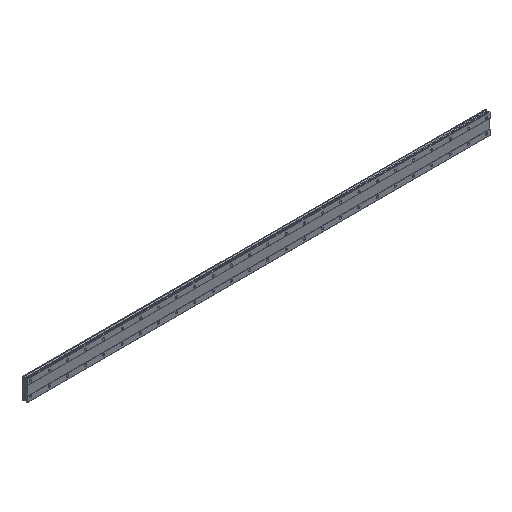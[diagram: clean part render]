
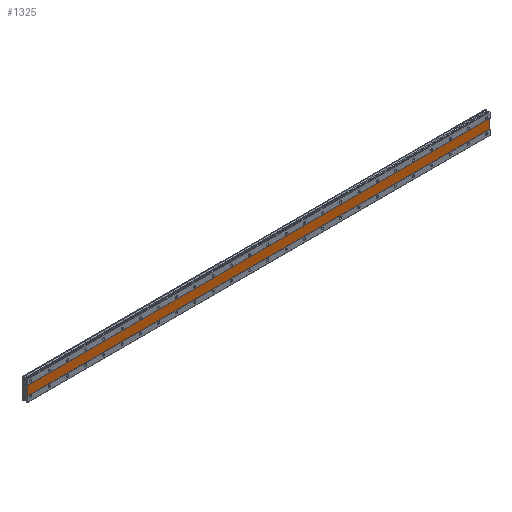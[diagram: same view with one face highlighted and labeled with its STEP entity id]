
A CAD part, isometric view. The second image highlights one B-rep face of the part: STEP entity #1325.
In plain terms, the highlighted planar face has unit normal (0, -1, 0).
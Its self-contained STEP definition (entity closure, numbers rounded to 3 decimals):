
#35 = CARTESIAN_POINT ( 'NONE',  ( -15., 1., 20. ) ) ;
#208 = VERTEX_POINT ( 'NONE', #4564 ) ;
#229 = CARTESIAN_POINT ( 'NONE',  ( 2015., 1., 20. ) ) ;
#294 = VECTOR ( 'NONE', #4343, 1000. ) ;
#939 = VECTOR ( 'NONE', #7745, 1000. ) ;
#950 = CARTESIAN_POINT ( 'NONE',  ( 2015., 1., 20. ) ) ;
#1325 = ADVANCED_FACE ( 'NONE', ( #1693 ), #6003, .F. ) ;
#1693 = FACE_OUTER_BOUND ( 'NONE', #5247, .T. ) ;
#2053 = EDGE_CURVE ( 'NONE', #208, #5573, #8345, .T. ) ;
#2092 = VECTOR ( 'NONE', #3473, 1000. ) ;
#2536 = EDGE_CURVE ( 'NONE', #2909, #208, #5193, .T. ) ;
#2647 = CARTESIAN_POINT ( 'NONE',  ( 2015., 1., 20. ) ) ;
#2872 = VECTOR ( 'NONE', #7235, 1000. ) ;
#2909 = VERTEX_POINT ( 'NONE', #2647 ) ;
#3087 = LINE ( 'NONE', #950, #2872 ) ;
#3473 = DIRECTION ( 'NONE',  ( -1., 0., 0. ) ) ;
#3759 = DIRECTION ( 'NONE',  ( 0., 0., 1. ) ) ;
#4156 = CARTESIAN_POINT ( 'NONE',  ( -15., 1., 20. ) ) ;
#4343 = DIRECTION ( 'NONE',  ( 0., 0., -1. ) ) ;
#4564 = CARTESIAN_POINT ( 'NONE',  ( 2015., 1., -20. ) ) ;
#5158 = ORIENTED_EDGE ( 'NONE', *, *, #2536, .F. ) ;
#5193 = LINE ( 'NONE', #7987, #294 ) ;
#5247 = EDGE_LOOP ( 'NONE', ( #5602, #5158, #6349, #7930 ) ) ;
#5301 = EDGE_CURVE ( 'NONE', #5573, #5491, #5476, .T. ) ;
#5476 = LINE ( 'NONE', #4156, #939 ) ;
#5491 = VERTEX_POINT ( 'NONE', #35 ) ;
#5573 = VERTEX_POINT ( 'NONE', #8198 ) ;
#5602 = ORIENTED_EDGE ( 'NONE', *, *, #2053, .F. ) ;
#5809 = EDGE_CURVE ( 'NONE', #5491, #2909, #3087, .T. ) ;
#6003 = PLANE ( 'NONE',  #8865 ) ;
#6349 = ORIENTED_EDGE ( 'NONE', *, *, #5809, .F. ) ;
#7235 = DIRECTION ( 'NONE',  ( 1., 0., 0. ) ) ;
#7745 = DIRECTION ( 'NONE',  ( 0., 0., 1. ) ) ;
#7930 = ORIENTED_EDGE ( 'NONE', *, *, #5301, .F. ) ;
#7987 = CARTESIAN_POINT ( 'NONE',  ( 2015., 1., 20. ) ) ;
#8198 = CARTESIAN_POINT ( 'NONE',  ( -15., 1., -20. ) ) ;
#8345 = LINE ( 'NONE', #9165, #2092 ) ;
#8637 = DIRECTION ( 'NONE',  ( 0., 1., 0. ) ) ;
#8865 = AXIS2_PLACEMENT_3D ( 'NONE', #229, #8637, #3759 ) ;
#9165 = CARTESIAN_POINT ( 'NONE',  ( 2015., 1., -20. ) ) ;
